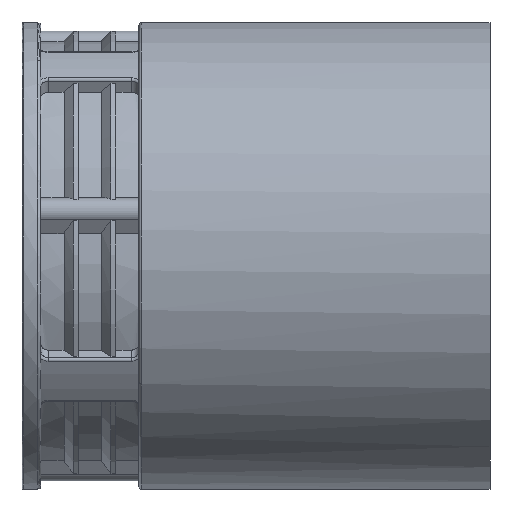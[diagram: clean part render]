
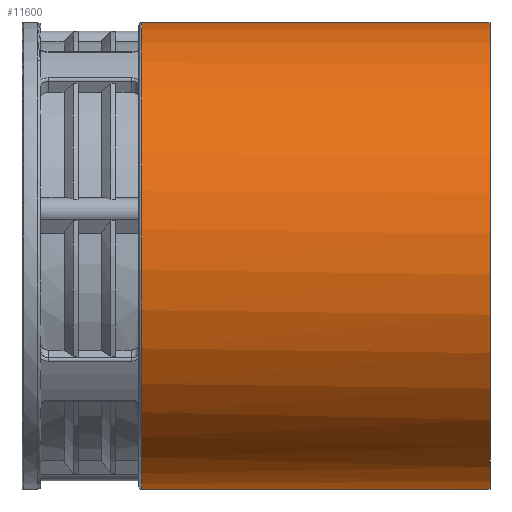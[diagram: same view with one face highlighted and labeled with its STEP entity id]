
A CAD part, left-side view. The second image highlights one B-rep face of the part: STEP entity #11600.
In plain terms, the highlighted cylindrical face has radius 25 mm (diameter 50 mm), a partial arc.
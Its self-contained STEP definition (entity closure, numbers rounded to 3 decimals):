
#39 = CIRCLE ( 'NONE', #6881, 25. ) ;
#486 = AXIS2_PLACEMENT_3D ( 'NONE', #11834, #7317, #11041 ) ;
#887 = VERTEX_POINT ( 'NONE', #3613 ) ;
#906 = DIRECTION ( 'NONE',  ( 0., 0., 1. ) ) ;
#954 = ORIENTED_EDGE ( 'NONE', *, *, #5564, .T. ) ;
#1267 = CARTESIAN_POINT ( 'NONE',  ( 11.986, -21.94, 20. ) ) ;
#1482 = CARTESIAN_POINT ( 'NONE',  ( 11.986, -21.94, 0. ) ) ;
#2099 = VERTEX_POINT ( 'NONE', #1482 ) ;
#2270 = AXIS2_PLACEMENT_3D ( 'NONE', #9638, #5045, #10560 ) ;
#2426 = CARTESIAN_POINT ( 'NONE',  ( 0., 0., 23.5 ) ) ;
#2454 = CARTESIAN_POINT ( 'NONE',  ( 11.986, -21.94, 37.2 ) ) ;
#2480 = VECTOR ( 'NONE', #8513, 1000. ) ;
#2891 = DIRECTION ( 'NONE',  ( 0., 0., 1. ) ) ;
#2939 = EDGE_LOOP ( 'NONE', ( #9649, #5147, #6339, #6701, #954 ) ) ;
#3331 = CARTESIAN_POINT ( 'NONE',  ( -11.986, 21.94, 37.2 ) ) ;
#3613 = CARTESIAN_POINT ( 'NONE',  ( 25., 0., 37.2 ) ) ;
#3727 = VERTEX_POINT ( 'NONE', #2454 ) ;
#4410 = EDGE_CURVE ( 'NONE', #887, #3727, #5978, .T. ) ;
#4657 = DIRECTION ( 'NONE',  ( 1., 0., 0. ) ) ;
#5045 = DIRECTION ( 'NONE',  ( 0., 0., -1. ) ) ;
#5147 = ORIENTED_EDGE ( 'NONE', *, *, #5835, .T. ) ;
#5564 = EDGE_CURVE ( 'NONE', #2099, #8946, #39, .T. ) ;
#5710 = CARTESIAN_POINT ( 'NONE',  ( -11.986, 21.94, 20. ) ) ;
#5835 = EDGE_CURVE ( 'NONE', #10668, #887, #8116, .T. ) ;
#5978 = CIRCLE ( 'NONE', #2270, 25. ) ;
#6156 = DIRECTION ( 'NONE',  ( 0., 0., 1. ) ) ;
#6294 = CARTESIAN_POINT ( 'NONE',  ( 0., 0., 0. ) ) ;
#6339 = ORIENTED_EDGE ( 'NONE', *, *, #4410, .T. ) ;
#6701 = ORIENTED_EDGE ( 'NONE', *, *, #6934, .F. ) ;
#6881 = AXIS2_PLACEMENT_3D ( 'NONE', #6294, #906, #4657 ) ;
#6934 = EDGE_CURVE ( 'NONE', #2099, #3727, #10579, .T. ) ;
#7080 = FACE_OUTER_BOUND ( 'NONE', #2939, .T. ) ;
#7317 = DIRECTION ( 'NONE',  ( 0., 0., -1. ) ) ;
#7409 = AXIS2_PLACEMENT_3D ( 'NONE', #2426, #6156, #8995 ) ;
#8116 = CIRCLE ( 'NONE', #486, 25. ) ;
#8513 = DIRECTION ( 'NONE',  ( 0., 0., 1. ) ) ;
#8817 = EDGE_CURVE ( 'NONE', #8946, #10668, #9445, .T. ) ;
#8946 = VERTEX_POINT ( 'NONE', #9677 ) ;
#8995 = DIRECTION ( 'NONE',  ( -0.479, 0.878, 0. ) ) ;
#9445 = LINE ( 'NONE', #5710, #11414 ) ;
#9638 = CARTESIAN_POINT ( 'NONE',  ( 0., 0., 37.2 ) ) ;
#9649 = ORIENTED_EDGE ( 'NONE', *, *, #8817, .T. ) ;
#9677 = CARTESIAN_POINT ( 'NONE',  ( -11.986, 21.94, 0. ) ) ;
#10560 = DIRECTION ( 'NONE',  ( 1., 0., 0. ) ) ;
#10579 = LINE ( 'NONE', #1267, #2480 ) ;
#10668 = VERTEX_POINT ( 'NONE', #3331 ) ;
#10809 = CYLINDRICAL_SURFACE ( 'NONE', #7409, 25. ) ;
#11041 = DIRECTION ( 'NONE',  ( 1., 0., 0. ) ) ;
#11414 = VECTOR ( 'NONE', #2891, 1000. ) ;
#11600 = ADVANCED_FACE ( 'NONE', ( #7080 ), #10809, .T. ) ;
#11834 = CARTESIAN_POINT ( 'NONE',  ( 0., 0., 37.2 ) ) ;
